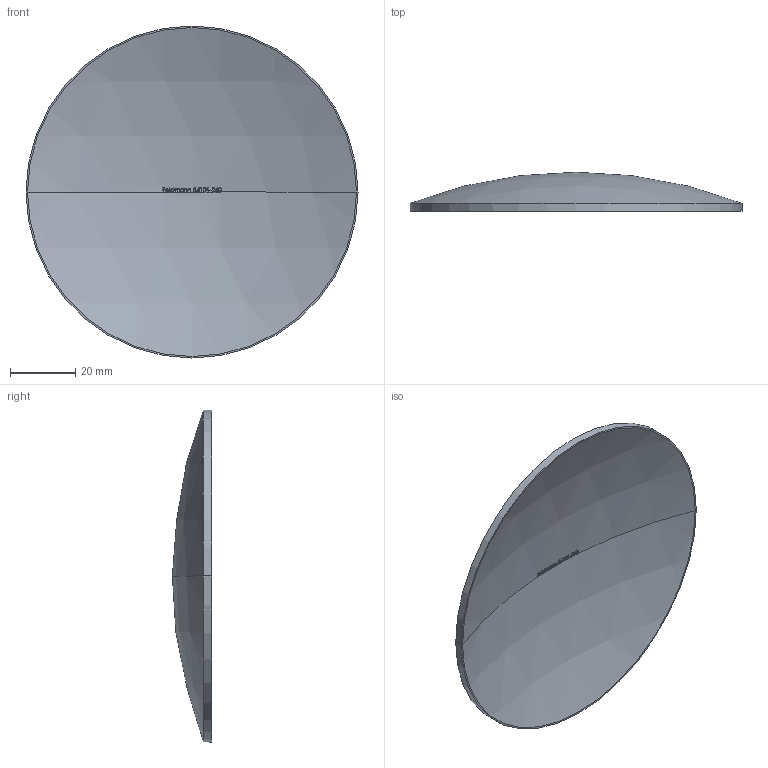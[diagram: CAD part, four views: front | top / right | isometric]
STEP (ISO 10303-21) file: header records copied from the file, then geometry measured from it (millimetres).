
FILE_DESCRIPTION (( 'STEP AP203' ), '1' );
FILE_NAME ('54101-240.step', '2018-12-11T12:11:32', ( '' ), ( '' ), 'SwSTEP 2.0', 'SolidWorks 2015', '' );
FILE_SCHEMA (( 'CONFIG_CONTROL_DESIGN' ));
Length unit declared in the file: millimetre
Products named in the file (1): 54101-240
Bounding box: 101.6 x 12 x 101.6 mm (x, y, z)
Volume: 20976.6 mm3; surface area: 17588.8 mm2
Topology: 1 solids, 1 shells, 231 faces, 628 edges, 408 vertices
Faces by surface type: plane 109, bspline 80, sphere 40, cylinder 2
Entity records: 11632 total; most frequent: CARTESIAN_POINT 6145, ORIENTED_EDGE 1256, DIRECTION 966, EDGE_CURVE 628, VERTEX_POINT 408, AXIS2_PLACEMENT_3D 388, EDGE_LOOP 240, CIRCLE 236
